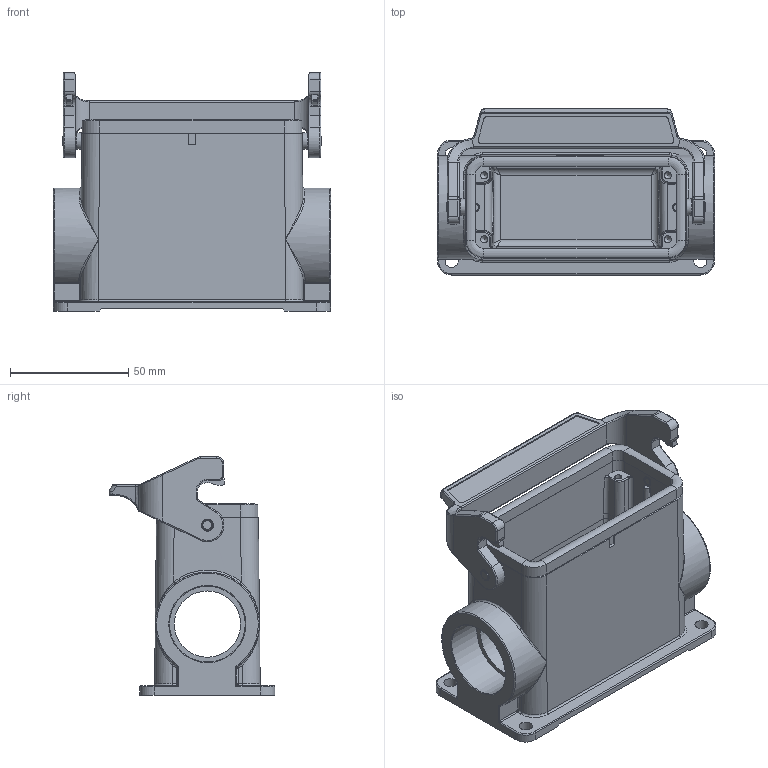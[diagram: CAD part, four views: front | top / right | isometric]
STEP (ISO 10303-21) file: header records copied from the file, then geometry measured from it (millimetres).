
FILE_DESCRIPTION(/* description */ (''),/* implementation_level */ '2;1');
FILE_NAME(/* name */ '100095022ugm000_d.stp',/* time_stamp */ '2017-11-06T08:58:15+01:00',/* author */ (''),/* organization */ (''),/* preprocessor_version */ 'ST-DEVELOPER v16',/* originating_system */ 'SIEMENS PLM Software NX 10.0',/* authorisation */ '');
FILE_SCHEMA (('AUTOMOTIVE_DESIGN { 1 0 10303 214 3 1 1 1 }'));
Length unit declared in the file: millimetre
Products named in the file (1): 100095022ugm000_d
Bounding box: 117 x 70 x 100.6 mm (x, y, z)
Volume: 154315.2 mm3; surface area: 67094.8 mm2
Topology: 2 solids, 2 shells, 531 faces, 2118 edges, 2320 vertices
Faces by surface type: plane 211, cylinder 188, bspline 88, torus 30, cone 14
Full cylindrical faces by diameter (mm): 2.95 x2, 3 x4, 4 x2, 4.8 x2, 5.1 x2, 5.6 x4, 7 x2, 28 x2, 32 x2
Entity records: 29173 total; most frequent: CARTESIAN_POINT 8411, DIRECTION 2825, ORIENTED_EDGE 2688, EDGE_CURVE 1344, PRESENTATION_STYLE_ASSIGNMENT 1245, AXIS2_PLACEMENT_3D 946, LINE 933, VECTOR 933
